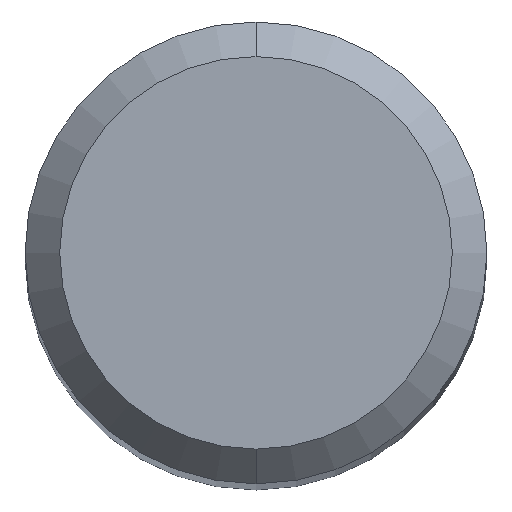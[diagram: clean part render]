
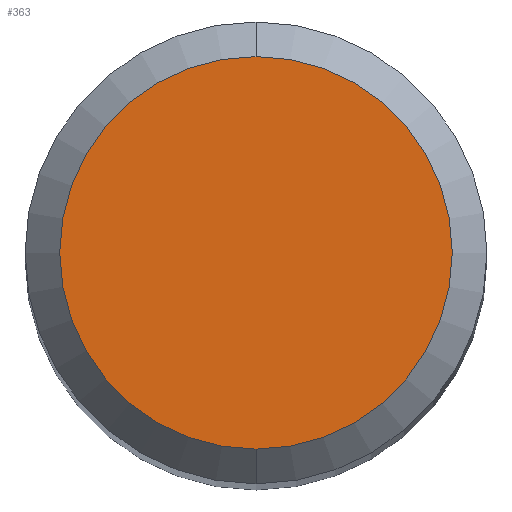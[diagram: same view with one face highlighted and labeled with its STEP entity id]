
A CAD part, top view. The second image highlights one B-rep face of the part: STEP entity #363.
In plain terms, the highlighted planar face has unit normal (0, 0, 1).
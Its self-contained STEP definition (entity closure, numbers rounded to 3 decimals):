
#363=ADVANCED_FACE('',(#1026),#1027,.T.);
#399=VERTEX_POINT('',#1064);
#555=EDGE_CURVE('',#399,#853,#1234,.T.);
#623=EDGE_CURVE('',#853,#399,#1312,.T.);
#853=VERTEX_POINT('',#1568);
#1026=FACE_OUTER_BOUND('',#1742,.T.);
#1027=PLANE('',#1743);
#1064=CARTESIAN_POINT('',(0.0,1.7,0.0));
#1234=CIRCLE('',#2679,1.7);
#1312=CIRCLE('',#3076,1.7);
#1568=CARTESIAN_POINT('',(0.,-1.7,0.0));
#1742=EDGE_LOOP('',(#4642,#4643));
#1743=AXIS2_PLACEMENT_3D('',#4644,#4645,#4646);
#2679=AXIS2_PLACEMENT_3D('',#4843,#4844,#4845);
#3076=AXIS2_PLACEMENT_3D('',#4955,#4956,#4957);
#4642=ORIENTED_EDGE('',*,*,#555,.F.);
#4643=ORIENTED_EDGE('',*,*,#623,.F.);
#4644=CARTESIAN_POINT('',(0.0,0.85,0.0));
#4645=DIRECTION('',(-0.0,0.0,1.0));
#4646=DIRECTION('',(0.0,-1.0,0.0));
#4843=CARTESIAN_POINT('',(0.0,0.0,0.0));
#4844=DIRECTION('',(0.0,0.0,-1.0));
#4845=DIRECTION('',(0.0,1.0,0.0));
#4955=CARTESIAN_POINT('',(0.0,0.0,0.0));
#4956=DIRECTION('',(0.0,0.0,-1.0));
#4957=DIRECTION('',(0.0,1.0,0.0));
